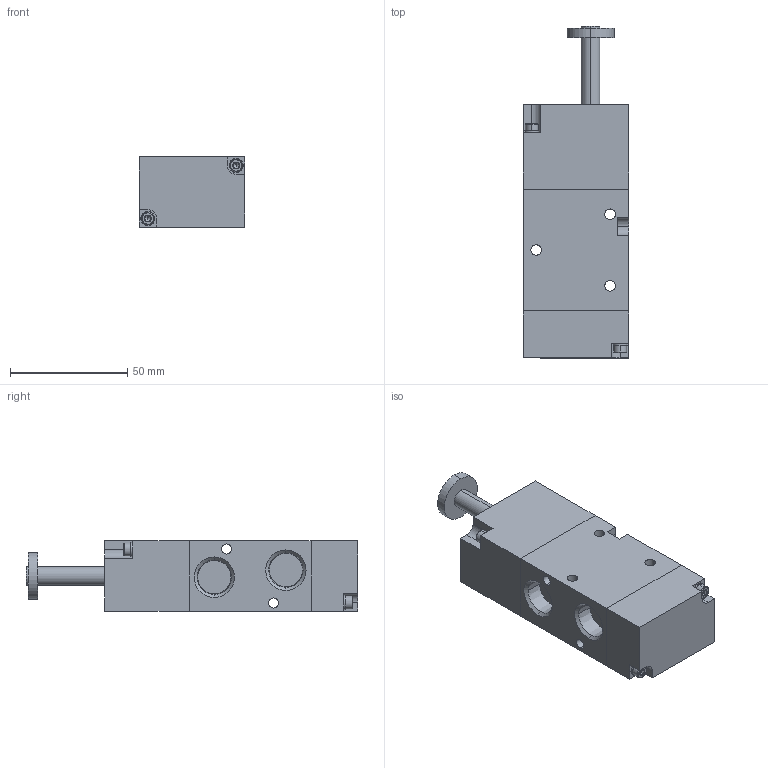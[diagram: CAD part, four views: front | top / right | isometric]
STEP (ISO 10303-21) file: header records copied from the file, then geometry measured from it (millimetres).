
FILE_DESCRIPTION (( 'STEP AP203' ), '1' );
FILE_NAME ('7040020400U.step', '2024-02-07T21:38:58', ( '' ), ( '' ), 'SwSTEP 2.0', 'SolidWorks 2023', '' );
FILE_SCHEMA (( 'CONFIG_CONTROL_DESIGN' ));
Length unit declared in the file: inch
Products named in the file (1): 7040020400U
Bounding box: 45 x 141.4 x 30 mm (x, y, z)
Volume: 139865.3 mm3; surface area: 30282.9 mm2
Topology: 11 solids, 11 shells, 247 faces, 549 edges, 334 vertices
Faces by surface type: plane 116, cylinder 61, cone 46, bspline 24
Entity records: 7452 total; most frequent: CARTESIAN_POINT 1923, DIRECTION 1175, ORIENTED_EDGE 1082, EDGE_CURVE 541, AXIS2_PLACEMENT_3D 450, VERTEX_POINT 334, EDGE_LOOP 283, VECTOR 275
